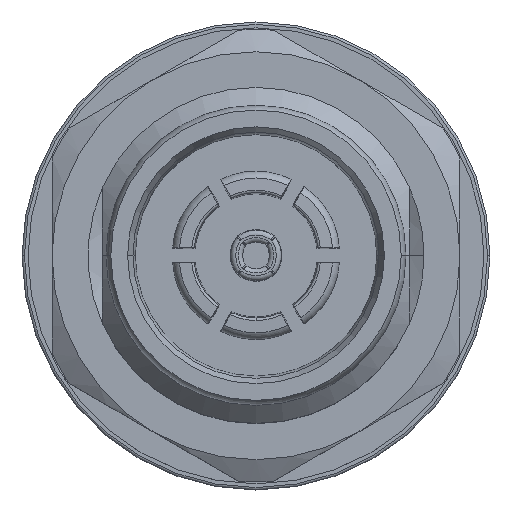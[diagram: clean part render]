
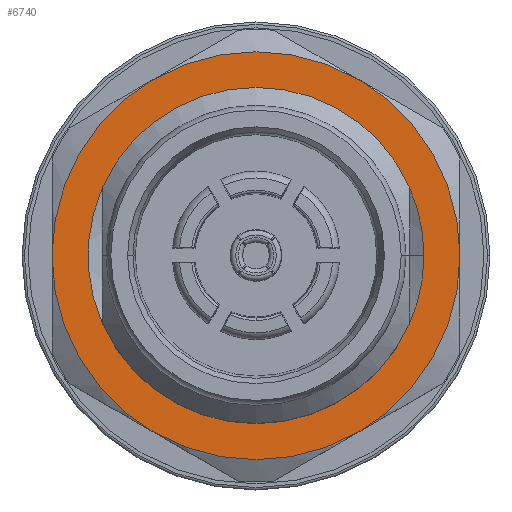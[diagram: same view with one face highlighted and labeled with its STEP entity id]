
A CAD part, top view. The second image highlights one B-rep face of the part: STEP entity #6740.
In plain terms, the highlighted planar face has unit normal (0, 0, 1).
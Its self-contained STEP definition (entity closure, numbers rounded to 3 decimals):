
#63 = DIRECTION ( 'NONE',  ( 0., 0., 1. ) ) ;
#92 = CARTESIAN_POINT ( 'NONE',  ( 8.5, 0., -11.5 ) ) ;
#110 = ORIENTED_EDGE ( 'NONE', *, *, #314, .F. ) ;
#128 = CIRCLE ( 'NONE', #335, 7. ) ;
#149 = CARTESIAN_POINT ( 'NONE',  ( 0., 0., -11.5 ) ) ;
#166 = EDGE_CURVE ( 'NONE', #3398, #4228, #505, .T. ) ;
#248 = DIRECTION ( 'NONE',  ( 0., 0., -1. ) ) ;
#314 = EDGE_CURVE ( 'NONE', #6974, #4168, #9743, .T. ) ;
#335 = AXIS2_PLACEMENT_3D ( 'NONE', #7969, #5470, #3185 ) ;
#375 = CARTESIAN_POINT ( 'NONE',  ( -8.5, 0., -11.5 ) ) ;
#505 = CIRCLE ( 'NONE', #9036, 7. ) ;
#526 = AXIS2_PLACEMENT_3D ( 'NONE', #9546, #10356, #7040 ) ;
#815 = DIRECTION ( 'NONE',  ( 1., 0., 0. ) ) ;
#1118 = ORIENTED_EDGE ( 'NONE', *, *, #5510, .F. ) ;
#1188 = CARTESIAN_POINT ( 'NONE',  ( -4.25, 7.361, -11.5 ) ) ;
#1209 = ORIENTED_EDGE ( 'NONE', *, *, #166, .F. ) ;
#1229 = CARTESIAN_POINT ( 'NONE',  ( 0., 0., -11.5 ) ) ;
#1339 = DIRECTION ( 'NONE',  ( 0., 0., 1. ) ) ;
#1429 = AXIS2_PLACEMENT_3D ( 'NONE', #2968, #8609, #8717 ) ;
#1449 = CARTESIAN_POINT ( 'NONE',  ( 6.4, -2.835, -11.5 ) ) ;
#1499 = ORIENTED_EDGE ( 'NONE', *, *, #9220, .F. ) ;
#1530 = CARTESIAN_POINT ( 'NONE',  ( 0., 0., -11.5 ) ) ;
#1677 = CARTESIAN_POINT ( 'NONE',  ( 4.25, -7.361, -11.5 ) ) ;
#1735 = DIRECTION ( 'NONE',  ( 1., 0., 0. ) ) ;
#1973 = AXIS2_PLACEMENT_3D ( 'NONE', #8183, #3130, #1735 ) ;
#2350 = DIRECTION ( 'NONE',  ( 1., 0., 0. ) ) ;
#2422 = AXIS2_PLACEMENT_3D ( 'NONE', #7495, #248, #3377 ) ;
#2566 = VERTEX_POINT ( 'NONE', #1449 ) ;
#2826 = VERTEX_POINT ( 'NONE', #9290 ) ;
#2886 = EDGE_CURVE ( 'NONE', #3746, #2826, #5053, .T. ) ;
#2968 = CARTESIAN_POINT ( 'NONE',  ( 0., 0., -11.5 ) ) ;
#3130 = DIRECTION ( 'NONE',  ( 0., 0., -1. ) ) ;
#3185 = DIRECTION ( 'NONE',  ( 1., 0., 0. ) ) ;
#3230 = FACE_OUTER_BOUND ( 'NONE', #8087, .T. ) ;
#3377 = DIRECTION ( 'NONE',  ( 1., 0., 0. ) ) ;
#3398 = VERTEX_POINT ( 'NONE', #4708 ) ;
#3403 = AXIS2_PLACEMENT_3D ( 'NONE', #10454, #9531, #10339 ) ;
#3488 = EDGE_CURVE ( 'NONE', #5355, #2826, #4003, .T. ) ;
#3563 = ORIENTED_EDGE ( 'NONE', *, *, #6526, .F. ) ;
#3567 = CIRCLE ( 'NONE', #3403, 8.5 ) ;
#3702 = DIRECTION ( 'NONE',  ( 0., 0., 1. ) ) ;
#3735 = ORIENTED_EDGE ( 'NONE', *, *, #3488, .T. ) ;
#3746 = VERTEX_POINT ( 'NONE', #1188 ) ;
#3862 = DIRECTION ( 'NONE',  ( 0., 0., 1. ) ) ;
#4003 = CIRCLE ( 'NONE', #8918, 8.5 ) ;
#4168 = VERTEX_POINT ( 'NONE', #9385 ) ;
#4228 = VERTEX_POINT ( 'NONE', #9006 ) ;
#4513 = DIRECTION ( 'NONE',  ( 1., 0., 0. ) ) ;
#4629 = CIRCLE ( 'NONE', #5040, 7. ) ;
#4708 = CARTESIAN_POINT ( 'NONE',  ( 7., 0., -11.5 ) ) ;
#4740 = VERTEX_POINT ( 'NONE', #5579 ) ;
#4750 = EDGE_CURVE ( 'NONE', #4168, #8382, #3567, .T. ) ;
#4905 = DIRECTION ( 'NONE',  ( 0., 0., -1. ) ) ;
#4922 = CARTESIAN_POINT ( 'NONE',  ( 0., 0., -11.5 ) ) ;
#4953 = ORIENTED_EDGE ( 'NONE', *, *, #10203, .F. ) ;
#4961 = CIRCLE ( 'NONE', #7067, 7. ) ;
#5040 = AXIS2_PLACEMENT_3D ( 'NONE', #1530, #3862, #2350 ) ;
#5053 = CIRCLE ( 'NONE', #1973, 8.5 ) ;
#5130 = ORIENTED_EDGE ( 'NONE', *, *, #4750, .F. ) ;
#5232 = EDGE_LOOP ( 'NONE', ( #4953, #1209, #1499, #8877, #3563 ) ) ;
#5355 = VERTEX_POINT ( 'NONE', #92 ) ;
#5387 = CARTESIAN_POINT ( 'NONE',  ( 0., 0., -11.5 ) ) ;
#5470 = DIRECTION ( 'NONE',  ( 0., 0., 1. ) ) ;
#5510 = EDGE_CURVE ( 'NONE', #5355, #6974, #9928, .T. ) ;
#5579 = CARTESIAN_POINT ( 'NONE',  ( -6.4, 2.835, -11.5 ) ) ;
#5851 = AXIS2_PLACEMENT_3D ( 'NONE', #149, #4905, #815 ) ;
#5913 = CIRCLE ( 'NONE', #8682, 7. ) ;
#6088 = DIRECTION ( 'NONE',  ( 0., 0., 1. ) ) ;
#6214 = DIRECTION ( 'NONE',  ( 1., 0., 0. ) ) ;
#6526 = EDGE_CURVE ( 'NONE', #4740, #6994, #5913, .T. ) ;
#6560 = DIRECTION ( 'NONE',  ( 1., 0., 0. ) ) ;
#6638 = EDGE_CURVE ( 'NONE', #8382, #3746, #10072, .T. ) ;
#6740 = ADVANCED_FACE ( 'NONE', ( #7305, #3230 ), #10130, .T. ) ;
#6974 = VERTEX_POINT ( 'NONE', #1677 ) ;
#6994 = VERTEX_POINT ( 'NONE', #8978 ) ;
#7040 = DIRECTION ( 'NONE',  ( 1., 0., 0. ) ) ;
#7067 = AXIS2_PLACEMENT_3D ( 'NONE', #10076, #6088, #10147 ) ;
#7305 = FACE_BOUND ( 'NONE', #5232, .T. ) ;
#7495 = CARTESIAN_POINT ( 'NONE',  ( 0., 0., -11.5 ) ) ;
#7638 = ORIENTED_EDGE ( 'NONE', *, *, #2886, .F. ) ;
#7969 = CARTESIAN_POINT ( 'NONE',  ( 0., 0., -11.5 ) ) ;
#8087 = EDGE_LOOP ( 'NONE', ( #1118, #3735, #7638, #10284, #5130, #110 ) ) ;
#8183 = CARTESIAN_POINT ( 'NONE',  ( 0., 0., -11.5 ) ) ;
#8382 = VERTEX_POINT ( 'NONE', #375 ) ;
#8609 = DIRECTION ( 'NONE',  ( 0., 0., 1. ) ) ;
#8682 = AXIS2_PLACEMENT_3D ( 'NONE', #5387, #1339, #4513 ) ;
#8717 = DIRECTION ( 'NONE',  ( 1., 0., 0. ) ) ;
#8877 = ORIENTED_EDGE ( 'NONE', *, *, #9836, .F. ) ;
#8918 = AXIS2_PLACEMENT_3D ( 'NONE', #4922, #63, #6560 ) ;
#8978 = CARTESIAN_POINT ( 'NONE',  ( -6.4, -2.835, -11.5 ) ) ;
#9006 = CARTESIAN_POINT ( 'NONE',  ( 6.4, 2.835, -11.5 ) ) ;
#9036 = AXIS2_PLACEMENT_3D ( 'NONE', #1229, #3702, #6214 ) ;
#9220 = EDGE_CURVE ( 'NONE', #2566, #3398, #4629, .T. ) ;
#9290 = CARTESIAN_POINT ( 'NONE',  ( 4.25, 7.361, -11.5 ) ) ;
#9385 = CARTESIAN_POINT ( 'NONE',  ( -4.25, -7.361, -11.5 ) ) ;
#9531 = DIRECTION ( 'NONE',  ( 0., 0., -1. ) ) ;
#9546 = CARTESIAN_POINT ( 'NONE',  ( 0., 0., -11.5 ) ) ;
#9743 = CIRCLE ( 'NONE', #5851, 8.5 ) ;
#9836 = EDGE_CURVE ( 'NONE', #6994, #2566, #128, .T. ) ;
#9928 = CIRCLE ( 'NONE', #2422, 8.5 ) ;
#10072 = CIRCLE ( 'NONE', #526, 8.5 ) ;
#10076 = CARTESIAN_POINT ( 'NONE',  ( 0., 0., -11.5 ) ) ;
#10130 = PLANE ( 'NONE',  #1429 ) ;
#10147 = DIRECTION ( 'NONE',  ( 1., 0., 0. ) ) ;
#10203 = EDGE_CURVE ( 'NONE', #4228, #4740, #4961, .T. ) ;
#10284 = ORIENTED_EDGE ( 'NONE', *, *, #6638, .F. ) ;
#10339 = DIRECTION ( 'NONE',  ( 1., 0., 0. ) ) ;
#10356 = DIRECTION ( 'NONE',  ( 0., 0., -1. ) ) ;
#10454 = CARTESIAN_POINT ( 'NONE',  ( 0., 0., -11.5 ) ) ;
